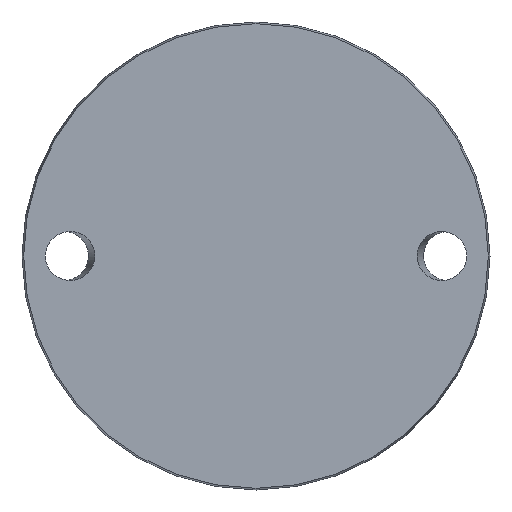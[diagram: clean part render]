
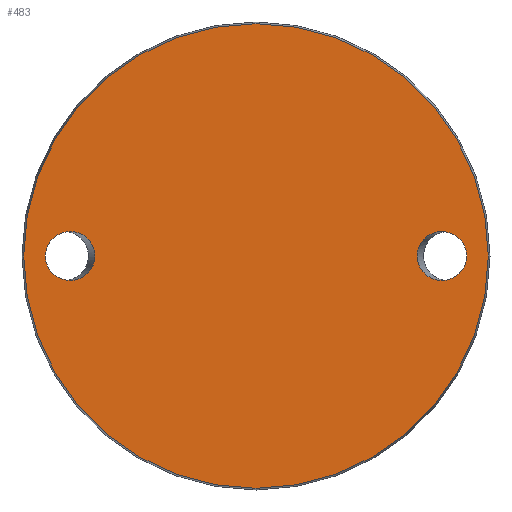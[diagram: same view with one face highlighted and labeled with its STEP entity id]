
A CAD part, front view. The second image highlights one B-rep face of the part: STEP entity #483.
In plain terms, the highlighted planar face has unit normal (0, -1, 0).
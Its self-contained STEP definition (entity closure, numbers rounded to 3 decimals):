
#11 =( BOUNDED_CURVE ( )  B_SPLINE_CURVE ( 3, ( #699, #229, #301, #766, #161, #594, #221 ),
 .UNSPECIFIED., .T., .T. ) 
 B_SPLINE_CURVE_WITH_KNOTS ( ( 4, 3, 4 ),
 ( 0., 3.142, 6.283 ),
 .UNSPECIFIED. ) 
 CURVE ( )  GEOMETRIC_REPRESENTATION_ITEM ( )  RATIONAL_B_SPLINE_CURVE ( ( 1., 0.333, 0.333, 1., 0.333, 0.333, 1. ) ) 
 REPRESENTATION_ITEM ( '' )  );
#51 = EDGE_CURVE ( 'NONE', #131, #131, #303, .T. ) ;
#94 = EDGE_LOOP ( 'NONE', ( #439 ) ) ;
#126 = CARTESIAN_POINT ( 'NONE',  ( 0., 0., 0. ) ) ;
#131 = VERTEX_POINT ( 'NONE', #315 ) ;
#138 = CIRCLE ( 'NONE', #775, 78.425 ) ;
#142 = EDGE_CURVE ( 'NONE', #619, #619, #138, .T. ) ;
#149 = ORIENTED_EDGE ( 'NONE', *, *, #649, .T. ) ;
#153 = CARTESIAN_POINT ( 'NONE',  ( 54.385, 0., 0. ) ) ;
#161 = CARTESIAN_POINT ( 'NONE',  ( -54.385, 0., -16.5 ) ) ;
#183 = CARTESIAN_POINT ( 'NONE',  ( -71.115, 0., 0. ) ) ;
#199 = ORIENTED_EDGE ( 'NONE', *, *, #142, .T. ) ;
#221 = CARTESIAN_POINT ( 'NONE',  ( -71.115, 0., 0. ) ) ;
#223 = CARTESIAN_POINT ( 'NONE',  ( 54.385, 0., 16.5 ) ) ;
#229 = CARTESIAN_POINT ( 'NONE',  ( -71.115, 0., 16.5 ) ) ;
#243 = FACE_OUTER_BOUND ( 'NONE', #268, .T. ) ;
#268 = EDGE_LOOP ( 'NONE', ( #199 ) ) ;
#301 = CARTESIAN_POINT ( 'NONE',  ( -54.385, 0., 16.5 ) ) ;
#303 =( BOUNDED_CURVE ( )  B_SPLINE_CURVE ( 3, ( #348, #639, #757, #153, #223, #642, #650 ),
 .UNSPECIFIED., .T., .T. ) 
 B_SPLINE_CURVE_WITH_KNOTS ( ( 4, 3, 4 ),
 ( 0., 3.142, 6.283 ),
 .UNSPECIFIED. ) 
 CURVE ( )  GEOMETRIC_REPRESENTATION_ITEM ( )  RATIONAL_B_SPLINE_CURVE ( ( 1., 0.333, 0.333, 1., 0.333, 0.333, 1. ) ) 
 REPRESENTATION_ITEM ( '' )  );
#315 = CARTESIAN_POINT ( 'NONE',  ( 71.115, 0., 0. ) ) ;
#318 = FACE_BOUND ( 'NONE', #94, .T. ) ;
#348 = CARTESIAN_POINT ( 'NONE',  ( 71.115, 0., 0. ) ) ;
#398 = EDGE_LOOP ( 'NONE', ( #149 ) ) ;
#439 = ORIENTED_EDGE ( 'NONE', *, *, #51, .T. ) ;
#483 = ADVANCED_FACE ( 'NONE', ( #547, #318, #243 ), #561, .F. ) ;
#484 = DIRECTION ( 'NONE',  ( 0., 1., 0. ) ) ;
#491 = DIRECTION ( 'NONE',  ( 0., 0., -1. ) ) ;
#543 = CARTESIAN_POINT ( 'NONE',  ( -78.425, 0., 0. ) ) ;
#547 = FACE_BOUND ( 'NONE', #398, .T. ) ;
#553 = DIRECTION ( 'NONE',  ( 0., 0., 1. ) ) ;
#554 = VERTEX_POINT ( 'NONE', #183 ) ;
#561 = PLANE ( 'NONE',  #564 ) ;
#562 = CARTESIAN_POINT ( 'NONE',  ( 0., 0., -78.425 ) ) ;
#564 = AXIS2_PLACEMENT_3D ( 'NONE', #543, #484, #553 ) ;
#594 = CARTESIAN_POINT ( 'NONE',  ( -71.115, 0., -16.5 ) ) ;
#619 = VERTEX_POINT ( 'NONE', #562 ) ;
#639 = CARTESIAN_POINT ( 'NONE',  ( 71.115, 0., -16.5 ) ) ;
#642 = CARTESIAN_POINT ( 'NONE',  ( 71.115, 0., 16.5 ) ) ;
#649 = EDGE_CURVE ( 'NONE', #554, #554, #11, .T. ) ;
#650 = CARTESIAN_POINT ( 'NONE',  ( 71.115, 0., 0. ) ) ;
#665 = DIRECTION ( 'NONE',  ( 0., -1., 0. ) ) ;
#699 = CARTESIAN_POINT ( 'NONE',  ( -71.115, 0., 0. ) ) ;
#757 = CARTESIAN_POINT ( 'NONE',  ( 54.385, 0., -16.5 ) ) ;
#766 = CARTESIAN_POINT ( 'NONE',  ( -54.385, 0., 0. ) ) ;
#775 = AXIS2_PLACEMENT_3D ( 'NONE', #126, #665, #491 ) ;
